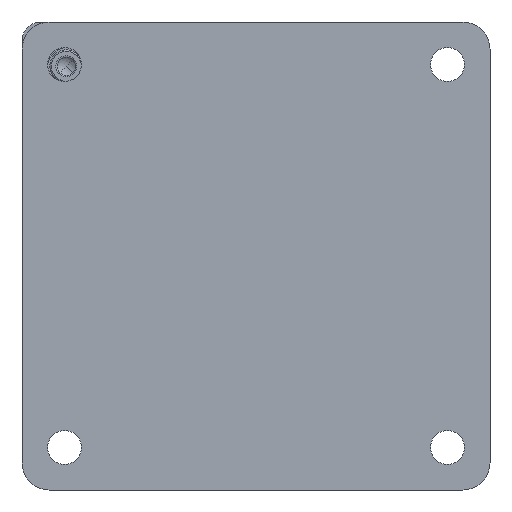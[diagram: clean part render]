
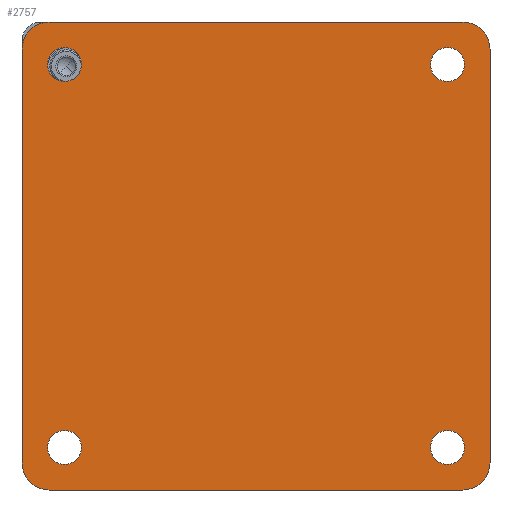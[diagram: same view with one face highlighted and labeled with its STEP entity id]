
A CAD part, front view. The second image highlights one B-rep face of the part: STEP entity #2757.
In plain terms, the highlighted planar face has unit normal (0, -1, 0).
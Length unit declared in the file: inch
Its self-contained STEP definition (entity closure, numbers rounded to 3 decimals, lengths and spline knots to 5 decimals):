
#48 = VERTEX_POINT ( 'NONE', #1178 ) ;
#133 = CARTESIAN_POINT ( 'NONE',  ( 3.24803, -9.99496, 3.24803 ) ) ;
#154 = CARTESIAN_POINT ( 'NONE',  ( -3.24803, -9.99496, -2.87303 ) ) ;
#172 = DIRECTION ( 'NONE',  ( 0., 1., 0. ) ) ;
#187 = ORIENTED_EDGE ( 'NONE', *, *, #1273, .T. ) ;
#191 = VERTEX_POINT ( 'NONE', #2867 ) ;
#211 = LINE ( 'NONE', #133, #1399 ) ;
#223 = EDGE_CURVE ( 'NONE', #3783, #191, #1401, .T. ) ;
#241 = VECTOR ( 'NONE', #1527, 39.37008 ) ;
#273 = DIRECTION ( 'NONE',  ( 0., 0., 1. ) ) ;
#280 = VERTEX_POINT ( 'NONE', #5405 ) ;
#443 = CIRCLE ( 'NONE', #3277, 0.23622 ) ;
#444 = ORIENTED_EDGE ( 'NONE', *, *, #6017, .T. ) ;
#539 = DIRECTION ( 'NONE',  ( 0., 1., 0. ) ) ;
#548 = AXIS2_PLACEMENT_3D ( 'NONE', #4362, #1815, #1876 ) ;
#572 = ORIENTED_EDGE ( 'NONE', *, *, #5590, .T. ) ;
#578 = CARTESIAN_POINT ( 'NONE',  ( 2.65748, -9.99496, -2.65748 ) ) ;
#632 = FACE_BOUND ( 'NONE', #2696, .T. ) ;
#689 = ORIENTED_EDGE ( 'NONE', *, *, #969, .T. ) ;
#728 = CARTESIAN_POINT ( 'NONE',  ( 0., -9.99496, 0. ) ) ;
#771 = CIRCLE ( 'NONE', #548, 0.23622 ) ;
#780 = FACE_BOUND ( 'NONE', #2908, .T. ) ;
#806 = CIRCLE ( 'NONE', #6522, 0.375 ) ;
#834 = EDGE_CURVE ( 'NONE', #48, #4031, #5662, .T. ) ;
#907 = PLANE ( 'NONE',  #3181 ) ;
#923 = DIRECTION ( 'NONE',  ( 0., -1., 0. ) ) ;
#945 = DIRECTION ( 'NONE',  ( 0., 0., -1. ) ) ;
#969 = EDGE_CURVE ( 'NONE', #2243, #3633, #5553, .T. ) ;
#1028 = CARTESIAN_POINT ( 'NONE',  ( -2.87303, -9.99496, -2.87303 ) ) ;
#1169 = EDGE_CURVE ( 'NONE', #2797, #5305, #1990, .T. ) ;
#1178 = CARTESIAN_POINT ( 'NONE',  ( -2.65748, -9.99496, 2.42126 ) ) ;
#1273 = EDGE_CURVE ( 'NONE', #2797, #280, #5753, .T. ) ;
#1305 = CARTESIAN_POINT ( 'NONE',  ( 2.65748, -9.99496, 2.65748 ) ) ;
#1336 = CARTESIAN_POINT ( 'NONE',  ( -2.65748, -9.99496, 2.8937 ) ) ;
#1345 = DIRECTION ( 'NONE',  ( 0., 1., 0. ) ) ;
#1395 = CARTESIAN_POINT ( 'NONE',  ( 2.87303, -9.99496, -2.87303 ) ) ;
#1399 = VECTOR ( 'NONE', #4132, 39.37008 ) ;
#1401 = LINE ( 'NONE', #6032, #1799 ) ;
#1440 = CARTESIAN_POINT ( 'NONE',  ( 2.87303, -9.99496, -3.24803 ) ) ;
#1463 = ORIENTED_EDGE ( 'NONE', *, *, #1508, .F. ) ;
#1487 = EDGE_CURVE ( 'NONE', #2482, #5970, #5353, .T. ) ;
#1490 = ORIENTED_EDGE ( 'NONE', *, *, #1928, .T. ) ;
#1508 = EDGE_CURVE ( 'NONE', #3362, #3377, #6469, .T. ) ;
#1527 = DIRECTION ( 'NONE',  ( -1., 0., 0. ) ) ;
#1543 = CARTESIAN_POINT ( 'NONE',  ( -2.65748, -9.99496, -2.8937 ) ) ;
#1708 = ORIENTED_EDGE ( 'NONE', *, *, #4936, .T. ) ;
#1799 = VECTOR ( 'NONE', #6419, 39.37008 ) ;
#1815 = DIRECTION ( 'NONE',  ( 0., 1., 0. ) ) ;
#1823 = DIRECTION ( 'NONE',  ( 0., -1., 0. ) ) ;
#1840 = DIRECTION ( 'NONE',  ( 0., 0., 1. ) ) ;
#1853 = CARTESIAN_POINT ( 'NONE',  ( 2.65748, -9.99496, 2.42126 ) ) ;
#1876 = DIRECTION ( 'NONE',  ( 0., 0., 1. ) ) ;
#1889 = DIRECTION ( 'NONE',  ( 0., 0., -1. ) ) ;
#1928 = EDGE_CURVE ( 'NONE', #6226, #4572, #771, .T. ) ;
#1964 = FACE_OUTER_BOUND ( 'NONE', #3385, .T. ) ;
#1990 = LINE ( 'NONE', #5780, #241 ) ;
#2027 = EDGE_LOOP ( 'NONE', ( #689, #1708 ) ) ;
#2073 = ORIENTED_EDGE ( 'NONE', *, *, #3706, .T. ) ;
#2086 = EDGE_CURVE ( 'NONE', #4572, #6226, #4873, .T. ) ;
#2151 = DIRECTION ( 'NONE',  ( 0., 1., 0. ) ) ;
#2178 = CIRCLE ( 'NONE', #4104, 0.23622 ) ;
#2243 = VERTEX_POINT ( 'NONE', #6408 ) ;
#2339 = AXIS2_PLACEMENT_3D ( 'NONE', #578, #172, #273 ) ;
#2343 = AXIS2_PLACEMENT_3D ( 'NONE', #1028, #6526, #6190 ) ;
#2368 = DIRECTION ( 'NONE',  ( 0., -1., 0. ) ) ;
#2447 = ORIENTED_EDGE ( 'NONE', *, *, #834, .T. ) ;
#2456 = CARTESIAN_POINT ( 'NONE',  ( -2.87303, -9.99496, 3.24803 ) ) ;
#2482 = VERTEX_POINT ( 'NONE', #1853 ) ;
#2614 = ORIENTED_EDGE ( 'NONE', *, *, #4639, .T. ) ;
#2665 = VECTOR ( 'NONE', #4751, 39.37008 ) ;
#2696 = EDGE_LOOP ( 'NONE', ( #1490, #4129 ) ) ;
#2757 = ADVANCED_FACE ( 'NONE', ( #3265, #5969, #1964, #780, #632 ), #907, .T. ) ;
#2797 = VERTEX_POINT ( 'NONE', #1440 ) ;
#2841 = CARTESIAN_POINT ( 'NONE',  ( -2.65748, -9.99496, 2.65748 ) ) ;
#2867 = CARTESIAN_POINT ( 'NONE',  ( -3.24803, -9.99496, 2.87303 ) ) ;
#2908 = EDGE_LOOP ( 'NONE', ( #3594, #5863 ) ) ;
#2944 = DIRECTION ( 'NONE',  ( 0., -1., 0. ) ) ;
#3181 = AXIS2_PLACEMENT_3D ( 'NONE', #728, #923, #945 ) ;
#3195 = CIRCLE ( 'NONE', #2343, 0.375 ) ;
#3265 = FACE_BOUND ( 'NONE', #2027, .T. ) ;
#3277 = AXIS2_PLACEMENT_3D ( 'NONE', #5153, #2151, #5680 ) ;
#3295 = CIRCLE ( 'NONE', #6433, 0.375 ) ;
#3347 = DIRECTION ( 'NONE',  ( 0., 0., 1. ) ) ;
#3362 = VERTEX_POINT ( 'NONE', #2456 ) ;
#3377 = VERTEX_POINT ( 'NONE', #3552 ) ;
#3385 = EDGE_LOOP ( 'NONE', ( #3671, #2073, #5258, #187, #5906, #572, #1463, #444 ) ) ;
#3552 = CARTESIAN_POINT ( 'NONE',  ( 2.87303, -9.99496, 3.24803 ) ) ;
#3594 = ORIENTED_EDGE ( 'NONE', *, *, #1487, .T. ) ;
#3614 = EDGE_CURVE ( 'NONE', #5970, #2482, #5024, .T. ) ;
#3633 = VERTEX_POINT ( 'NONE', #5083 ) ;
#3671 = ORIENTED_EDGE ( 'NONE', *, *, #223, .F. ) ;
#3706 = EDGE_CURVE ( 'NONE', #3783, #5305, #3195, .T. ) ;
#3745 = EDGE_CURVE ( 'NONE', #5555, #280, #211, .T. ) ;
#3783 = VERTEX_POINT ( 'NONE', #154 ) ;
#4031 = VERTEX_POINT ( 'NONE', #1336 ) ;
#4088 = DIRECTION ( 'NONE',  ( 0., 0., 1. ) ) ;
#4104 = AXIS2_PLACEMENT_3D ( 'NONE', #2841, #6395, #3347 ) ;
#4129 = ORIENTED_EDGE ( 'NONE', *, *, #2086, .T. ) ;
#4132 = DIRECTION ( 'NONE',  ( 0., 0., -1. ) ) ;
#4239 = AXIS2_PLACEMENT_3D ( 'NONE', #5084, #539, #4088 ) ;
#4303 = CARTESIAN_POINT ( 'NONE',  ( 2.65748, -9.99496, 2.8937 ) ) ;
#4362 = CARTESIAN_POINT ( 'NONE',  ( -2.65748, -9.99496, -2.65748 ) ) ;
#4405 = CARTESIAN_POINT ( 'NONE',  ( 3.24803, -9.99496, 2.87303 ) ) ;
#4494 = DIRECTION ( 'NONE',  ( 0., 0., 1. ) ) ;
#4517 = DIRECTION ( 'NONE',  ( 0., 1., 0. ) ) ;
#4538 = CARTESIAN_POINT ( 'NONE',  ( -2.65748, -9.99496, 2.65748 ) ) ;
#4572 = VERTEX_POINT ( 'NONE', #6321 ) ;
#4639 = EDGE_CURVE ( 'NONE', #4031, #48, #2178, .T. ) ;
#4751 = DIRECTION ( 'NONE',  ( 1., 0., 0. ) ) ;
#4833 = CARTESIAN_POINT ( 'NONE',  ( -3.24803, -9.99496, 3.24803 ) ) ;
#4873 = CIRCLE ( 'NONE', #4239, 0.23622 ) ;
#4936 = EDGE_CURVE ( 'NONE', #3633, #2243, #443, .T. ) ;
#5024 = CIRCLE ( 'NONE', #5528, 0.23622 ) ;
#5083 = CARTESIAN_POINT ( 'NONE',  ( 2.65748, -9.99496, -2.42126 ) ) ;
#5084 = CARTESIAN_POINT ( 'NONE',  ( -2.65748, -9.99496, -2.65748 ) ) ;
#5094 = CARTESIAN_POINT ( 'NONE',  ( -2.87303, -9.99496, -3.24803 ) ) ;
#5153 = CARTESIAN_POINT ( 'NONE',  ( 2.65748, -9.99496, -2.65748 ) ) ;
#5258 = ORIENTED_EDGE ( 'NONE', *, *, #1169, .F. ) ;
#5305 = VERTEX_POINT ( 'NONE', #5094 ) ;
#5353 = CIRCLE ( 'NONE', #5650, 0.23622 ) ;
#5390 = CARTESIAN_POINT ( 'NONE',  ( -2.87303, -9.99496, 2.87303 ) ) ;
#5405 = CARTESIAN_POINT ( 'NONE',  ( 3.24803, -9.99496, -2.87303 ) ) ;
#5528 = AXIS2_PLACEMENT_3D ( 'NONE', #5675, #5966, #6167 ) ;
#5553 = CIRCLE ( 'NONE', #2339, 0.23622 ) ;
#5555 = VERTEX_POINT ( 'NONE', #4405 ) ;
#5590 = EDGE_CURVE ( 'NONE', #5555, #3377, #3295, .T. ) ;
#5650 = AXIS2_PLACEMENT_3D ( 'NONE', #1305, #1345, #1840 ) ;
#5662 = CIRCLE ( 'NONE', #6536, 0.23622 ) ;
#5675 = CARTESIAN_POINT ( 'NONE',  ( 2.65748, -9.99496, 2.65748 ) ) ;
#5680 = DIRECTION ( 'NONE',  ( 0., 0., 1. ) ) ;
#5753 = CIRCLE ( 'NONE', #6443, 0.375 ) ;
#5780 = CARTESIAN_POINT ( 'NONE',  ( -3.24803, -9.99496, -3.24803 ) ) ;
#5863 = ORIENTED_EDGE ( 'NONE', *, *, #3614, .T. ) ;
#5906 = ORIENTED_EDGE ( 'NONE', *, *, #3745, .F. ) ;
#5908 = DIRECTION ( 'NONE',  ( 0., 0., -1. ) ) ;
#5966 = DIRECTION ( 'NONE',  ( 0., 1., 0. ) ) ;
#5969 = FACE_BOUND ( 'NONE', #6305, .T. ) ;
#5970 = VERTEX_POINT ( 'NONE', #4303 ) ;
#5975 = CARTESIAN_POINT ( 'NONE',  ( 2.87303, -9.99496, 2.87303 ) ) ;
#6017 = EDGE_CURVE ( 'NONE', #3362, #191, #806, .T. ) ;
#6032 = CARTESIAN_POINT ( 'NONE',  ( -3.24803, -9.99496, 3.24803 ) ) ;
#6167 = DIRECTION ( 'NONE',  ( 0., 0., 1. ) ) ;
#6190 = DIRECTION ( 'NONE',  ( 0., 0., -1. ) ) ;
#6226 = VERTEX_POINT ( 'NONE', #1543 ) ;
#6305 = EDGE_LOOP ( 'NONE', ( #2447, #2614 ) ) ;
#6321 = CARTESIAN_POINT ( 'NONE',  ( -2.65748, -9.99496, -2.42126 ) ) ;
#6395 = DIRECTION ( 'NONE',  ( 0., 1., 0. ) ) ;
#6408 = CARTESIAN_POINT ( 'NONE',  ( 2.65748, -9.99496, -2.8937 ) ) ;
#6419 = DIRECTION ( 'NONE',  ( 0., 0., 1. ) ) ;
#6433 = AXIS2_PLACEMENT_3D ( 'NONE', #5975, #2944, #6492 ) ;
#6443 = AXIS2_PLACEMENT_3D ( 'NONE', #1395, #1823, #1889 ) ;
#6469 = LINE ( 'NONE', #4833, #2665 ) ;
#6492 = DIRECTION ( 'NONE',  ( 0., 0., -1. ) ) ;
#6522 = AXIS2_PLACEMENT_3D ( 'NONE', #5390, #2368, #5908 ) ;
#6526 = DIRECTION ( 'NONE',  ( 0., -1., 0. ) ) ;
#6536 = AXIS2_PLACEMENT_3D ( 'NONE', #4538, #4517, #4494 ) ;
